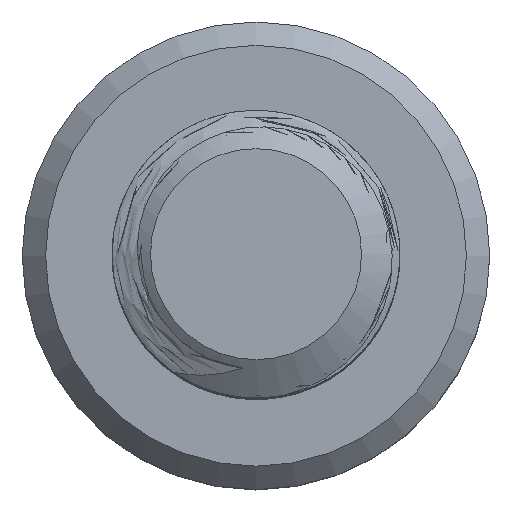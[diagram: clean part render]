
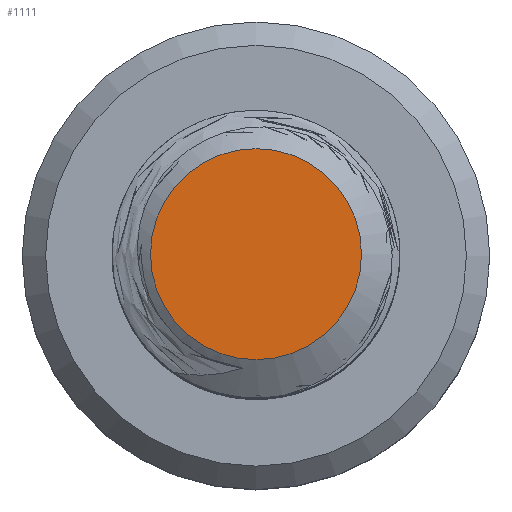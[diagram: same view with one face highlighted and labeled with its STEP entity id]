
A CAD part, top view. The second image highlights one B-rep face of the part: STEP entity #1111.
In plain terms, the highlighted planar face has unit normal (0, 0, 1).
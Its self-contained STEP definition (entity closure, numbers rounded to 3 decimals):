
#17=PLANE('',#1208);
#93=FACE_OUTER_BOUND('',#157,.T.);
#157=EDGE_LOOP('',(#963,#964));
#185=CIRCLE('',#1202,2.934);
#186=CIRCLE('',#1203,2.934);
#491=VERTEX_POINT('',#9905);
#492=VERTEX_POINT('',#9907);
#643=EDGE_CURVE('',#492,#491,#185,.T.);
#644=EDGE_CURVE('',#491,#492,#186,.T.);
#963=ORIENTED_EDGE('',*,*,#643,.T.);
#964=ORIENTED_EDGE('',*,*,#644,.T.);
#1111=ADVANCED_FACE('',(#93),#17,.T.);
#1202=AXIS2_PLACEMENT_3D('',#9908,#1386,#1387);
#1203=AXIS2_PLACEMENT_3D('',#9909,#1388,#1389);
#1208=AXIS2_PLACEMENT_3D('',#11308,#1398,#1399);
#1386=DIRECTION('center_axis',(0.,0.,1.));
#1387=DIRECTION('ref_axis',(1.,0.,0.));
#1388=DIRECTION('center_axis',(0.,0.,1.));
#1389=DIRECTION('ref_axis',(1.,0.,0.));
#1398=DIRECTION('center_axis',(0.,0.,1.));
#1399=DIRECTION('ref_axis',(1.,0.,0.));
#9905=CARTESIAN_POINT('',(2.934,0.,0.));
#9907=CARTESIAN_POINT('',(-2.934,0.,0.));
#9908=CARTESIAN_POINT('Origin',(0.,0.,0.));
#9909=CARTESIAN_POINT('Origin',(0.,0.,0.));
#11308=CARTESIAN_POINT('Origin',(0.,0.,0.));
